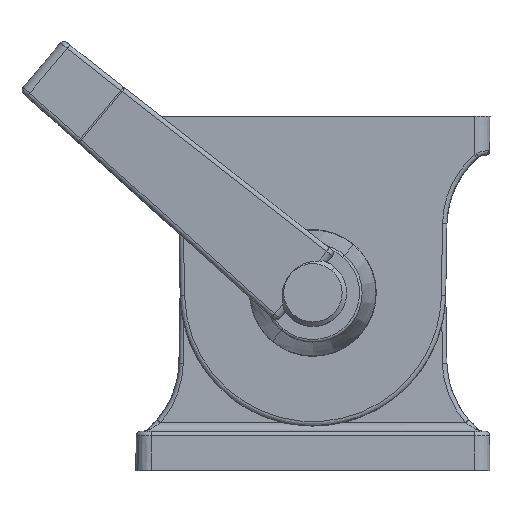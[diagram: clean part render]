
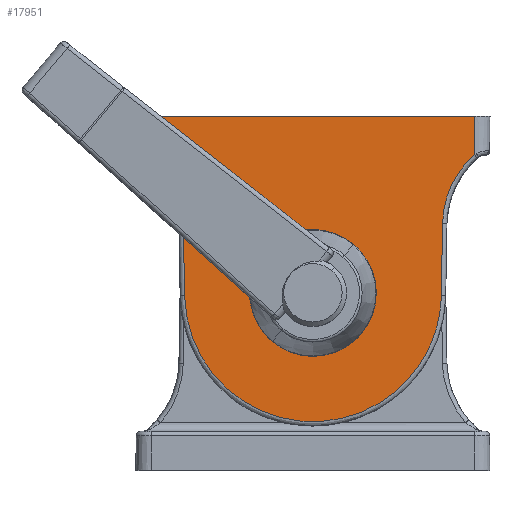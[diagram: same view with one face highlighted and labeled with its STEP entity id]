
A CAD part, top view. The second image highlights one B-rep face of the part: STEP entity #17951.
In plain terms, the highlighted face is planar.
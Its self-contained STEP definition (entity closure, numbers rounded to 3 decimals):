
#195 = ORIENTED_EDGE ( 'NONE', *, *, #14533, .T. ) ;
#418 = DIRECTION ( 'NONE',  ( 0., 1., 0.009 ) ) ;
#669 = CARTESIAN_POINT ( 'NONE',  ( -18.25, 4.374, -9.962 ) ) ;
#925 = CARTESIAN_POINT ( 'NONE',  ( 7., 34., -9.703 ) ) ;
#962 =( BOUNDED_CURVE ( )  B_SPLINE_CURVE ( 3, ( #1590, #9962, #12848, #4375 ),
 .UNSPECIFIED., .F., .F. ) 
 B_SPLINE_CURVE_WITH_KNOTS ( ( 4, 4 ),
 ( 4.73, 5.568 ),
 .UNSPECIFIED. ) 
 CURVE ( )  GEOMETRIC_REPRESENTATION_ITEM ( )  RATIONAL_B_SPLINE_CURVE ( ( 1., 0.942, 0.942, 1. ) ) 
 REPRESENTATION_ITEM ( '' )  );
#1308 = EDGE_LOOP ( 'NONE', ( #4655, #15563 ) ) ;
#1350 = CARTESIAN_POINT ( 'NONE',  ( 14.498, 20.257, -9.823 ) ) ;
#1491 =( BOUNDED_CURVE ( )  B_SPLINE_CURVE ( 3, ( #2558, #13854, #9717, #1350 ),
 .UNSPECIFIED., .F., .F. ) 
 B_SPLINE_CURVE_WITH_KNOTS ( ( 4, 4 ),
 ( 1.588, 4.695 ),
 .UNSPECIFIED. ) 
 CURVE ( )  GEOMETRIC_REPRESENTATION_ITEM ( )  RATIONAL_B_SPLINE_CURVE ( ( 1., 0.345, 0.345, 1. ) ) 
 REPRESENTATION_ITEM ( '' )  );
#1590 = CARTESIAN_POINT ( 'NONE',  ( 14.64, 12.115, -9.894 ) ) ;
#1708 = CARTESIAN_POINT ( 'NONE',  ( -14.498, 20.257, -9.823 ) ) ;
#2119 = CARTESIAN_POINT ( 'NONE',  ( -14.693, 9.095, -9.921 ) ) ;
#2234 = LINE ( 'NONE', #17002, #5081 ) ;
#2558 = CARTESIAN_POINT ( 'NONE',  ( -14.498, 20.257, -9.823 ) ) ;
#3161 = VERTEX_POINT ( 'NONE', #17295 ) ;
#3369 = ORIENTED_EDGE ( 'NONE', *, *, #14585, .T. ) ;
#3599 = VERTEX_POINT ( 'NONE', #6918 ) ;
#3679 = DIRECTION ( 'NONE',  ( 0.017, 1., 0.009 ) ) ;
#3723 = CARTESIAN_POINT ( 'NONE',  ( 14.64, 12.115, -9.894 ) ) ;
#3744 = VERTEX_POINT ( 'NONE', #9409 ) ;
#4246 = AXIS2_PLACEMENT_3D ( 'NONE', #11864, #14729, #6159 ) ;
#4288 = VERTEX_POINT ( 'NONE', #669 ) ;
#4375 = CARTESIAN_POINT ( 'NONE',  ( 18.25, 4.374, -9.962 ) ) ;
#4655 = ORIENTED_EDGE ( 'NONE', *, *, #11386, .F. ) ;
#4799 = PLANE ( 'NONE',  #4246 ) ;
#4969 = ORIENTED_EDGE ( 'NONE', *, *, #14503, .T. ) ;
#5081 = VECTOR ( 'NONE', #12908, 1000. ) ;
#5223 = CARTESIAN_POINT ( 'NONE',  ( -7., 20., -9.825 ) ) ;
#5756 = VECTOR ( 'NONE', #12055, 1000. ) ;
#5995 = CARTESIAN_POINT ( 'NONE',  ( 14.64, 12.111, -9.894 ) ) ;
#6159 = DIRECTION ( 'NONE',  ( 0., 1., 0.009 ) ) ;
#6325 = CARTESIAN_POINT ( 'NONE',  ( -7., 6., -9.948 ) ) ;
#6918 = CARTESIAN_POINT ( 'NONE',  ( 7., 20., -9.825 ) ) ;
#7667 = CARTESIAN_POINT ( 'NONE',  ( 7., 20., -9.825 ) ) ;
#8341 = CARTESIAN_POINT ( 'NONE',  ( -18.25, 0., -10. ) ) ;
#8360 = ORIENTED_EDGE ( 'NONE', *, *, #13728, .T. ) ;
#8758 = CARTESIAN_POINT ( 'NONE',  ( -18.25, 0., -10. ) ) ;
#9136 = CARTESIAN_POINT ( 'NONE',  ( 7., 6., -9.948 ) ) ;
#9409 = CARTESIAN_POINT ( 'NONE',  ( 18.25, 4.374, -9.962 ) ) ;
#9474 = LINE ( 'NONE', #5995, #17422 ) ;
#9717 = CARTESIAN_POINT ( 'NONE',  ( 14.009, 48.271, -9.579 ) ) ;
#9723 = ORIENTED_EDGE ( 'NONE', *, *, #13882, .T. ) ;
#9802 = FACE_OUTER_BOUND ( 'NONE', #10878, .T. ) ;
#9962 = CARTESIAN_POINT ( 'NONE',  ( 14.693, 9.095, -9.921 ) ) ;
#10714 = CARTESIAN_POINT ( 'NONE',  ( 7., 20., -9.825 ) ) ;
#10878 = EDGE_LOOP ( 'NONE', ( #4969, #195, #8360, #9723, #15147, #14491, #14450, #3369 ) ) ;
#11386 = EDGE_CURVE ( 'NONE', #3599, #18035, #12002, .T. ) ;
#11864 = CARTESIAN_POINT ( 'NONE',  ( 20., 0., -10. ) ) ;
#11990 = CARTESIAN_POINT ( 'NONE',  ( -14.64, 12.115, -9.894 ) ) ;
#12002 =( BOUNDED_CURVE ( )  B_SPLINE_CURVE ( 3, ( #7667, #9136, #6325, #16251 ),
 .UNSPECIFIED., .F., .T. ) 
 B_SPLINE_CURVE_WITH_KNOTS ( ( 4, 4 ),
 ( 1.571, 4.712 ),
 .UNSPECIFIED. ) 
 CURVE ( )  GEOMETRIC_REPRESENTATION_ITEM ( )  RATIONAL_B_SPLINE_CURVE ( ( 1., 0.333, 0.333, 1. ) ) 
 REPRESENTATION_ITEM ( '' )  );
#12055 = DIRECTION ( 'NONE',  ( -1., 0., 0. ) ) ;
#12120 = CARTESIAN_POINT ( 'NONE',  ( -7., 20., -9.825 ) ) ;
#12848 = CARTESIAN_POINT ( 'NONE',  ( 15.97, 6.356, -9.945 ) ) ;
#12881 = CARTESIAN_POINT ( 'NONE',  ( -15.97, 6.356, -9.945 ) ) ;
#12908 = DIRECTION ( 'NONE',  ( 0., -1., -0.009 ) ) ;
#13330 = LINE ( 'NONE', #14906, #5756 ) ;
#13558 = CARTESIAN_POINT ( 'NONE',  ( -14.498, 20.253, -9.823 ) ) ;
#13586 = VECTOR ( 'NONE', #3679, 1000. ) ;
#13728 = EDGE_CURVE ( 'NONE', #13964, #16563, #16827, .T. ) ;
#13767 = VERTEX_POINT ( 'NONE', #3723 ) ;
#13854 = CARTESIAN_POINT ( 'NONE',  ( -14.009, 48.271, -9.579 ) ) ;
#13882 = EDGE_CURVE ( 'NONE', #16563, #3161, #1491, .T. ) ;
#13964 = VERTEX_POINT ( 'NONE', #14280 ) ;
#14205 = VECTOR ( 'NONE', #418, 1000. ) ;
#14280 = CARTESIAN_POINT ( 'NONE',  ( -14.64, 12.115, -9.894 ) ) ;
#14325 = CARTESIAN_POINT ( 'NONE',  ( 18.25, 0., -10. ) ) ;
#14450 = ORIENTED_EDGE ( 'NONE', *, *, #16524, .T. ) ;
#14491 = ORIENTED_EDGE ( 'NONE', *, *, #16502, .T. ) ;
#14503 = EDGE_CURVE ( 'NONE', #16430, #4288, #17887, .T. ) ;
#14533 = EDGE_CURVE ( 'NONE', #4288, #13964, #16473, .T. ) ;
#14585 = EDGE_CURVE ( 'NONE', #15562, #16430, #13330, .T. ) ;
#14617 = EDGE_CURVE ( 'NONE', #18035, #3599, #16257, .T. ) ;
#14729 = DIRECTION ( 'NONE',  ( 0., 0.009, -1. ) ) ;
#14906 = CARTESIAN_POINT ( 'NONE',  ( 20., 0., -10. ) ) ;
#15147 = ORIENTED_EDGE ( 'NONE', *, *, #15612, .T. ) ;
#15562 = VERTEX_POINT ( 'NONE', #14325 ) ;
#15563 = ORIENTED_EDGE ( 'NONE', *, *, #14617, .F. ) ;
#15612 = EDGE_CURVE ( 'NONE', #3161, #13767, #9474, .T. ) ;
#15918 = DIRECTION ( 'NONE',  ( 0.017, -1., -0.009 ) ) ;
#16251 = CARTESIAN_POINT ( 'NONE',  ( -7., 20., -9.825 ) ) ;
#16257 =( BOUNDED_CURVE ( )  B_SPLINE_CURVE ( 3, ( #12120, #17708, #925, #10714 ),
 .UNSPECIFIED., .F., .F. ) 
 B_SPLINE_CURVE_WITH_KNOTS ( ( 4, 4 ),
 ( 4.712, 7.854 ),
 .UNSPECIFIED. ) 
 CURVE ( )  GEOMETRIC_REPRESENTATION_ITEM ( )  RATIONAL_B_SPLINE_CURVE ( ( 1., 0.333, 0.333, 1. ) ) 
 REPRESENTATION_ITEM ( '' )  );
#16430 = VERTEX_POINT ( 'NONE', #8341 ) ;
#16473 =( BOUNDED_CURVE ( )  B_SPLINE_CURVE ( 3, ( #17520, #12881, #2119, #11990 ),
 .UNSPECIFIED., .F., .F. ) 
 B_SPLINE_CURVE_WITH_KNOTS ( ( 4, 4 ),
 ( 0.716, 1.553 ),
 .UNSPECIFIED. ) 
 CURVE ( )  GEOMETRIC_REPRESENTATION_ITEM ( )  RATIONAL_B_SPLINE_CURVE ( ( 1., 0.942, 0.942, 1. ) ) 
 REPRESENTATION_ITEM ( '' )  );
#16502 = EDGE_CURVE ( 'NONE', #13767, #3744, #962, .T. ) ;
#16524 = EDGE_CURVE ( 'NONE', #3744, #15562, #2234, .T. ) ;
#16563 = VERTEX_POINT ( 'NONE', #1708 ) ;
#16827 = LINE ( 'NONE', #13558, #13586 ) ;
#17002 = CARTESIAN_POINT ( 'NONE',  ( 18.25, 0., -10. ) ) ;
#17295 = CARTESIAN_POINT ( 'NONE',  ( 14.498, 20.257, -9.823 ) ) ;
#17305 = FACE_BOUND ( 'NONE', #1308, .T. ) ;
#17422 = VECTOR ( 'NONE', #15918, 1000. ) ;
#17520 = CARTESIAN_POINT ( 'NONE',  ( -18.25, 4.374, -9.962 ) ) ;
#17708 = CARTESIAN_POINT ( 'NONE',  ( -7., 34., -9.703 ) ) ;
#17887 = LINE ( 'NONE', #8758, #14205 ) ;
#17951 = ADVANCED_FACE ( 'NONE', ( #9802, #17305 ), #4799, .T. ) ;
#18035 = VERTEX_POINT ( 'NONE', #5223 ) ;
